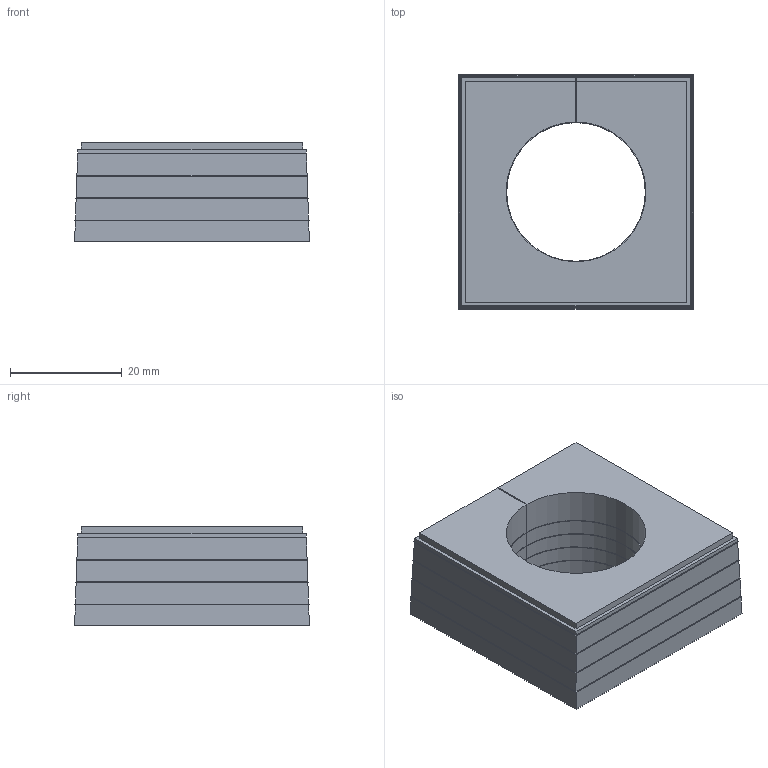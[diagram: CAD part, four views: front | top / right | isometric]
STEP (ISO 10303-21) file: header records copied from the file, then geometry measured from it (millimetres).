
FILE_DESCRIPTION(/* description */ (''),/* implementation_level */ '2;1');
FILE_NAME(/* name */ '28545_4_KDS-DEG_24-25.stp',/* time_stamp */ '2023-10-17T09:59:03+02:00',/* author */ (''),/* organization */ (''),/* preprocessor_version */ 'ST-DEVELOPER v19.3',/* originating_system */ 'SIEMENS PLM Software NX2212.1700',/* authorisation */ '');
FILE_SCHEMA (('CONFIG_CONTROL_DESIGN'));
Length unit declared in the file: millimetre
Products named in the file (1): 28545_4_KDS-DEG_24-25
Bounding box: 42 x 42 x 17.7 mm (x, y, z)
Volume: 21470.4 mm3; surface area: 7200.6 mm2
Topology: 1 solids, 1 shells, 120 faces, 317 edges, 206 vertices
Faces by surface type: plane 103, extrusion 7, cylinder 6, cone 4
Full cylindrical faces by diameter (mm): 8 x1
Entity records: 4021 total; most frequent: CARTESIAN_POINT 1192, ORIENTED_EDGE 632, DIRECTION 479, EDGE_CURVE 316, VECTOR 219, LINE 212, VERTEX_POINT 206, AXIS2_PLACEMENT_3D 130
